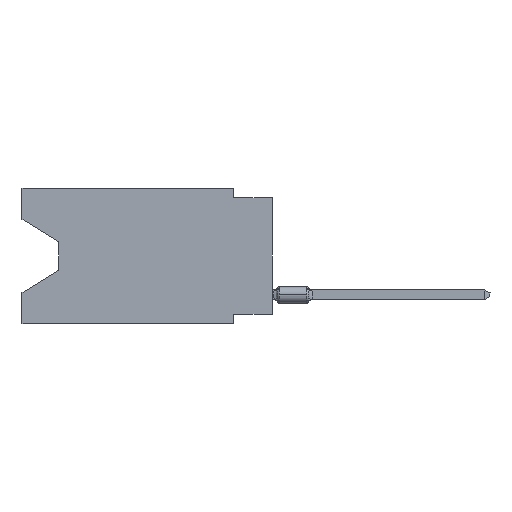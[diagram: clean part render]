
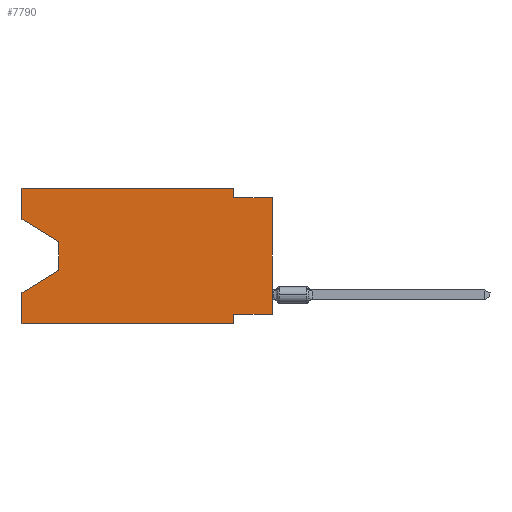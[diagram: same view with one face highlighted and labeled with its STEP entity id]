
A CAD part, left-side view. The second image highlights one B-rep face of the part: STEP entity #7790.
In plain terms, the highlighted planar face has unit normal (-1, 0, 0).
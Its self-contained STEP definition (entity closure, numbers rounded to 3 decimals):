
#1705 = LINE ( 'NONE', #23187, #15410 ) ;
#2316 = ORIENTED_EDGE ( 'NONE', *, *, #30518, .F. ) ;
#4574 = CARTESIAN_POINT ( 'NONE',  ( 0., 16.383, 0. ) ) ;
#4986 = CARTESIAN_POINT ( 'NONE',  ( 0., 2.54, -8.89 ) ) ;
#6033 = CARTESIAN_POINT ( 'NONE',  ( 0., 2.54, -8.255 ) ) ;
#6528 = CARTESIAN_POINT ( 'NONE',  ( 0., 13.97, -3.505 ) ) ;
#7790 = ADVANCED_FACE ( 'NONE', ( #54060 ), #11437, .F. ) ;
#8458 = CARTESIAN_POINT ( 'NONE',  ( 0., 2.54, 0. ) ) ;
#9186 = VERTEX_POINT ( 'NONE', #83616 ) ;
#10730 = EDGE_CURVE ( 'NONE', #34803, #47011, #70710, .T. ) ;
#11437 = PLANE ( 'NONE',  #61186 ) ;
#12045 = DIRECTION ( 'NONE',  ( 0., 0., -1. ) ) ;
#13162 = LINE ( 'NONE', #13606, #46868 ) ;
#13313 = CARTESIAN_POINT ( 'NONE',  ( 0., 0., -8.255 ) ) ;
#13606 = CARTESIAN_POINT ( 'NONE',  ( 0., 16.383, 0. ) ) ;
#13670 = ORIENTED_EDGE ( 'NONE', *, *, #10730, .F. ) ;
#15019 = VECTOR ( 'NONE', #49955, 1000. ) ;
#15410 = VECTOR ( 'NONE', #36058, 1000. ) ;
#17081 = LINE ( 'NONE', #22180, #61894 ) ;
#18930 = CARTESIAN_POINT ( 'NONE',  ( 0., 13.97, -5.385 ) ) ;
#19615 = CARTESIAN_POINT ( 'NONE',  ( 0., 0., -0.635 ) ) ;
#20129 = DIRECTION ( 'NONE',  ( 0., 0., -1. ) ) ;
#20615 = DIRECTION ( 'NONE',  ( 0., -0.855, -0.519 ) ) ;
#21746 = ORIENTED_EDGE ( 'NONE', *, *, #50436, .F. ) ;
#21806 = VECTOR ( 'NONE', #12045, 1000. ) ;
#21929 = CARTESIAN_POINT ( 'NONE',  ( 0., 16.383, 0. ) ) ;
#22180 = CARTESIAN_POINT ( 'NONE',  ( 0., 16.383, 0. ) ) ;
#22342 = VECTOR ( 'NONE', #24944, 1000. ) ;
#23187 = CARTESIAN_POINT ( 'NONE',  ( 0., 2.54, -8.89 ) ) ;
#23415 = CARTESIAN_POINT ( 'NONE',  ( 0., 16.383, -2.038 ) ) ;
#23618 = CARTESIAN_POINT ( 'NONE',  ( 0., 16.383, -8.89 ) ) ;
#24944 = DIRECTION ( 'NONE',  ( 0., -1., 0. ) ) ;
#25568 = ORIENTED_EDGE ( 'NONE', *, *, #59263, .F. ) ;
#26015 = DIRECTION ( 'NONE',  ( 0., 0., 1. ) ) ;
#27002 = DIRECTION ( 'NONE',  ( 0., -1., 0. ) ) ;
#27487 = CARTESIAN_POINT ( 'NONE',  ( 0., 16.383, -2.038 ) ) ;
#27914 = CARTESIAN_POINT ( 'NONE',  ( 0., 16.383, -8.89 ) ) ;
#30518 = EDGE_CURVE ( 'NONE', #65252, #51054, #82922, .T. ) ;
#31444 = VERTEX_POINT ( 'NONE', #23618 ) ;
#31819 = EDGE_CURVE ( 'NONE', #50274, #34803, #17081, .T. ) ;
#32266 = CARTESIAN_POINT ( 'NONE',  ( 0., 13.97, -5.385 ) ) ;
#33688 = VECTOR ( 'NONE', #20615, 1000. ) ;
#34803 = VERTEX_POINT ( 'NONE', #8458 ) ;
#35024 = ORIENTED_EDGE ( 'NONE', *, *, #31819, .F. ) ;
#36058 = DIRECTION ( 'NONE',  ( 0., 0., -1. ) ) ;
#36284 = VERTEX_POINT ( 'NONE', #23415 ) ;
#37308 = VECTOR ( 'NONE', #62434, 1000. ) ;
#37965 = EDGE_CURVE ( 'NONE', #65252, #66487, #80549, .T. ) ;
#40931 = LINE ( 'NONE', #18930, #37308 ) ;
#41576 = DIRECTION ( 'NONE',  ( 0., 0., 1. ) ) ;
#44079 = VECTOR ( 'NONE', #71160, 1000. ) ;
#44416 = ORIENTED_EDGE ( 'NONE', *, *, #46020, .T. ) ;
#44639 = EDGE_LOOP ( 'NONE', ( #44416, #49072, #53378, #25568, #45679, #21746, #2316, #75960, #79641, #13670, #35024, #48836 ) ) ;
#45035 = DIRECTION ( 'NONE',  ( 0., -1., 0. ) ) ;
#45679 = ORIENTED_EDGE ( 'NONE', *, *, #65486, .T. ) ;
#45940 = VECTOR ( 'NONE', #27002, 1000. ) ;
#46020 = EDGE_CURVE ( 'NONE', #36284, #47561, #90222, .T. ) ;
#46868 = VECTOR ( 'NONE', #41576, 1000. ) ;
#47011 = VERTEX_POINT ( 'NONE', #65539 ) ;
#47561 = VERTEX_POINT ( 'NONE', #88266 ) ;
#48141 = DIRECTION ( 'NONE',  ( 0., 1., 0. ) ) ;
#48836 = ORIENTED_EDGE ( 'NONE', *, *, #62020, .F. ) ;
#49072 = ORIENTED_EDGE ( 'NONE', *, *, #81898, .T. ) ;
#49955 = DIRECTION ( 'NONE',  ( 0., 0., 1. ) ) ;
#50101 = VECTOR ( 'NONE', #48141, 1000. ) ;
#50274 = VERTEX_POINT ( 'NONE', #62188 ) ;
#50436 = EDGE_CURVE ( 'NONE', #51054, #81227, #1705, .T. ) ;
#51054 = VERTEX_POINT ( 'NONE', #6033 ) ;
#52814 = LINE ( 'NONE', #27914, #45940 ) ;
#53378 = ORIENTED_EDGE ( 'NONE', *, *, #86273, .T. ) ;
#54060 = FACE_OUTER_BOUND ( 'NONE', #44639, .T. ) ;
#56546 = CARTESIAN_POINT ( 'NONE',  ( 0., 0., -8.255 ) ) ;
#57819 = VECTOR ( 'NONE', #26015, 1000. ) ;
#59263 = EDGE_CURVE ( 'NONE', #31444, #9186, #76906, .T. ) ;
#59946 = CARTESIAN_POINT ( 'NONE',  ( 0., 0., 0. ) ) ;
#61186 = AXIS2_PLACEMENT_3D ( 'NONE', #4574, #74670, #20129 ) ;
#61894 = VECTOR ( 'NONE', #45035, 1000. ) ;
#62020 = EDGE_CURVE ( 'NONE', #36284, #50274, #13162, .T. ) ;
#62188 = CARTESIAN_POINT ( 'NONE',  ( 0., 16.383, 0. ) ) ;
#62434 = DIRECTION ( 'NONE',  ( 0., 0.855, -0.519 ) ) ;
#65252 = VERTEX_POINT ( 'NONE', #56546 ) ;
#65486 = EDGE_CURVE ( 'NONE', #31444, #81227, #52814, .T. ) ;
#65539 = CARTESIAN_POINT ( 'NONE',  ( 0., 2.54, -0.635 ) ) ;
#66487 = VERTEX_POINT ( 'NONE', #19615 ) ;
#70710 = LINE ( 'NONE', #83528, #44079 ) ;
#71160 = DIRECTION ( 'NONE',  ( 0., 0., -1. ) ) ;
#71827 = VERTEX_POINT ( 'NONE', #32266 ) ;
#72925 = EDGE_CURVE ( 'NONE', #47011, #66487, #87693, .T. ) ;
#74670 = DIRECTION ( 'NONE',  ( 1., 0., 0. ) ) ;
#74818 = LINE ( 'NONE', #6528, #21806 ) ;
#75960 = ORIENTED_EDGE ( 'NONE', *, *, #37965, .T. ) ;
#76906 = LINE ( 'NONE', #21929, #15019 ) ;
#79641 = ORIENTED_EDGE ( 'NONE', *, *, #72925, .F. ) ;
#80380 = CARTESIAN_POINT ( 'NONE',  ( 0., 0., -0.635 ) ) ;
#80549 = LINE ( 'NONE', #59946, #57819 ) ;
#81227 = VERTEX_POINT ( 'NONE', #4986 ) ;
#81898 = EDGE_CURVE ( 'NONE', #47561, #71827, #74818, .T. ) ;
#82922 = LINE ( 'NONE', #13313, #50101 ) ;
#83528 = CARTESIAN_POINT ( 'NONE',  ( 0., 2.54, 0. ) ) ;
#83616 = CARTESIAN_POINT ( 'NONE',  ( 0., 16.383, -6.852 ) ) ;
#86273 = EDGE_CURVE ( 'NONE', #71827, #9186, #40931, .T. ) ;
#87693 = LINE ( 'NONE', #80380, #22342 ) ;
#88266 = CARTESIAN_POINT ( 'NONE',  ( 0., 13.97, -3.505 ) ) ;
#90222 = LINE ( 'NONE', #27487, #33688 ) ;
